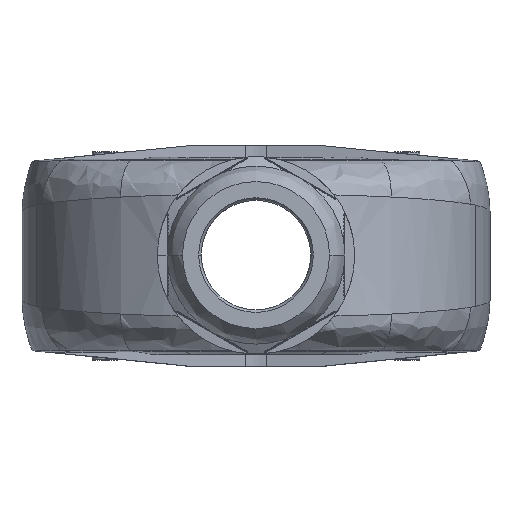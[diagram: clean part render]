
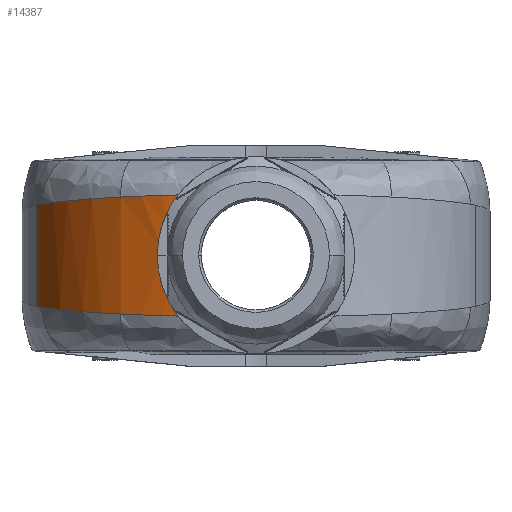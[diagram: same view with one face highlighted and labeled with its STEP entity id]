
A CAD part, top view. The second image highlights one B-rep face of the part: STEP entity #14387.
In plain terms, the highlighted cylindrical face has radius 60 mm (diameter 120 mm), a partial arc.
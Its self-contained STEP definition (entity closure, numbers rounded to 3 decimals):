
#11588=B_SPLINE_CURVE_WITH_KNOTS('',3,(#54720,#54721,#54722,#54723,#54724,
#54725,#54726,#54727,#54728,#54729,#54730,#54731,#54732,#54733,#54734),
 .UNSPECIFIED.,.F.,.F.,(4,2,2,2,1,2,2,4),(0.,0.25,0.375,
0.437,0.469,0.484,0.5,
1.),.UNSPECIFIED.);
#11592=B_SPLINE_CURVE_WITH_KNOTS('',3,(#54784,#54785,#54786,#54787),
 .UNSPECIFIED.,.F.,.F.,(4,4),(0.,1.),.UNSPECIFIED.);
#11600=B_SPLINE_CURVE_WITH_KNOTS('',3,(#54916,#54917,#54918,#54919,#54920,
#54921,#54922,#54923,#54924,#54925,#54926,#54927,#54928,#54929,#54930),
 .UNSPECIFIED.,.F.,.F.,(4,2,2,2,1,2,2,4),(0.,0.25,0.375,
0.437,0.469,0.484,0.5,
1.),.UNSPECIFIED.);
#11603=B_SPLINE_CURVE_WITH_KNOTS('',3,(#54973,#54974,#54975,#54976),
 .UNSPECIFIED.,.F.,.F.,(4,4),(0.,1.),.UNSPECIFIED.);
#11750=B_SPLINE_CURVE_WITH_KNOTS('',3,(#59750,#59751,#59752,#59753),
 .UNSPECIFIED.,.F.,.F.,(4,4),(0.,1.),.UNSPECIFIED.);
#11752=B_SPLINE_CURVE_WITH_KNOTS('',3,(#59846,#59847,#59848,#59849,#59850,
#59851,#59852,#59853,#59854,#59855,#59856,#59857,#59858,#59859,#59860,#59861,
#59862,#59863,#59864,#59865,#59866,#59867,#59868,#59869,#59870,#59871,#59872,
#59873,#59874,#59875,#59876,#59877,#59878,#59879,#59880,#59881,#59882,#59883,
#59884,#59885,#59886),.UNSPECIFIED.,.F.,.F.,(4,2,2,2,2,1,2,2,2,2,2,2,2,
2,2,2,2,2,2,2,4),(0.,0.063,0.094,0.125,0.188,
0.219,0.234,0.25,0.313,
0.344,0.359,0.375,0.5,
0.625,0.688,0.719,0.75,
0.813,0.844,0.875,1.),.UNSPECIFIED.);
#11753=B_SPLINE_CURVE_WITH_KNOTS('',3,(#59888,#59889,#59890,#59891),
 .UNSPECIFIED.,.F.,.F.,(4,4),(0.,1.),.UNSPECIFIED.);
#13066=CYLINDRICAL_SURFACE('',#45341,60.);
#14387=ADVANCED_FACE('',(#16981),#13066,.T.);
#16981=FACE_OUTER_BOUND('',#18725,.T.);
#18725=EDGE_LOOP('',(#22028,#22029,#22030,#22031,#22032,#22033,#22034,#22035));
#22028=ORIENTED_EDGE('',*,*,#33619,.T.);
#22029=ORIENTED_EDGE('',*,*,#33617,.T.);
#22030=ORIENTED_EDGE('',*,*,#32771,.T.);
#22031=ORIENTED_EDGE('',*,*,#32775,.T.);
#22032=ORIENTED_EDGE('',*,*,#32780,.T.);
#22033=ORIENTED_EDGE('',*,*,#32790,.T.);
#22034=ORIENTED_EDGE('',*,*,#32787,.T.);
#22035=ORIENTED_EDGE('',*,*,#33620,.T.);
#29636=VERTEX_POINT('',#54735);
#29637=VERTEX_POINT('',#54736);
#29639=VERTEX_POINT('',#54783);
#29642=VERTEX_POINT('',#54853);
#29647=VERTEX_POINT('',#54910);
#29648=VERTEX_POINT('',#54915);
#30189=VERTEX_POINT('',#59754);
#30190=VERTEX_POINT('',#59887);
#32771=EDGE_CURVE('',#29636,#29637,#11588,.T.);
#32775=EDGE_CURVE('',#29637,#29639,#11592,.T.);
#32780=EDGE_CURVE('',#29639,#29642,#37451,.T.);
#32787=EDGE_CURVE('',#29647,#29648,#11600,.T.);
#32790=EDGE_CURVE('',#29642,#29647,#11603,.T.);
#33617=EDGE_CURVE('',#30189,#29636,#11750,.T.);
#33619=EDGE_CURVE('',#30190,#30189,#11752,.T.);
#33620=EDGE_CURVE('',#29648,#30190,#11753,.T.);
#37451=LINE('',#54854,#40369);
#40369=VECTOR('',#47176,1.);
#45341=AXIS2_PLACEMENT_3D('',#59892,#48433,#48434);
#47176=DIRECTION('',(0.,-1.,0.));
#48433=DIRECTION('',(0.,-1.,0.));
#48434=DIRECTION('',(0.932,0.,-0.361));
#54720=CARTESIAN_POINT('',(-34.924,15.125,109.189));
#54721=CARTESIAN_POINT('',(-37.081,15.017,107.644));
#54722=CARTESIAN_POINT('',(-39.186,14.896,105.921));
#54723=CARTESIAN_POINT('',(-42.211,14.696,103.063));
#54724=CARTESIAN_POINT('',(-43.198,14.626,102.065));
#54725=CARTESIAN_POINT('',(-44.638,14.517,100.499));
#54726=CARTESIAN_POINT('',(-45.111,14.48,99.966));
#54727=CARTESIAN_POINT('',(-45.81,14.422,99.15));
#54728=CARTESIAN_POINT('',(-46.157,14.394,98.737));
#54729=CARTESIAN_POINT('',(-46.5,14.364,98.319));
#54730=CARTESIAN_POINT('',(-46.727,14.345,98.038));
#54731=CARTESIAN_POINT('',(-46.853,14.334,97.88));
#54732=CARTESIAN_POINT('',(-50.137,14.045,93.753));
#54733=CARTESIAN_POINT('',(-53.089,13.711,88.989));
#54734=CARTESIAN_POINT('',(-55.39,13.325,83.464));
#54735=CARTESIAN_POINT('',(-34.924,15.125,109.189));
#54736=CARTESIAN_POINT('',(-55.39,13.325,83.464));
#54783=CARTESIAN_POINT('',(-56.757,13.072,79.859));
#54784=CARTESIAN_POINT('',(-55.39,13.325,83.464));
#54785=CARTESIAN_POINT('',(-55.87,13.244,82.311));
#54786=CARTESIAN_POINT('',(-56.328,13.16,81.11));
#54787=CARTESIAN_POINT('',(-56.757,13.072,79.859));
#54853=CARTESIAN_POINT('',(-56.757,-13.072,79.859));
#54854=CARTESIAN_POINT('',(-56.757,13.072,79.859));
#54910=CARTESIAN_POINT('',(-55.39,-13.325,83.464));
#54915=CARTESIAN_POINT('',(-34.924,-15.125,109.189));
#54916=CARTESIAN_POINT('',(-55.39,-13.325,83.464));
#54917=CARTESIAN_POINT('',(-54.24,-13.518,86.227));
#54918=CARTESIAN_POINT('',(-52.925,-13.698,88.802));
#54919=CARTESIAN_POINT('',(-50.789,-13.948,92.375));
#54920=CARTESIAN_POINT('',(-50.05,-14.028,93.517));
#54921=CARTESIAN_POINT('',(-48.91,-14.143,95.16));
#54922=CARTESIAN_POINT('',(-48.525,-14.181,95.696));
#54923=CARTESIAN_POINT('',(-47.94,-14.236,96.481));
#54924=CARTESIAN_POINT('',(-47.646,-14.263,96.87));
#54925=CARTESIAN_POINT('',(-47.35,-14.29,97.251));
#54926=CARTESIAN_POINT('',(-47.152,-14.307,97.504));
#54927=CARTESIAN_POINT('',(-47.066,-14.315,97.614));
#54928=CARTESIAN_POINT('',(-43.346,-14.642,102.289));
#54929=CARTESIAN_POINT('',(-39.238,-14.909,106.1));
#54930=CARTESIAN_POINT('',(-34.924,-15.125,109.189));
#54973=CARTESIAN_POINT('',(-56.757,-13.072,79.859));
#54974=CARTESIAN_POINT('',(-56.328,-13.16,81.11));
#54975=CARTESIAN_POINT('',(-55.87,-13.244,82.311));
#54976=CARTESIAN_POINT('',(-55.39,-13.325,83.464));
#59750=CARTESIAN_POINT('',(-18.81,15.698,117.375));
#59751=CARTESIAN_POINT('',(-24.406,15.569,115.528));
#59752=CARTESIAN_POINT('',(-29.88,15.378,112.799));
#59753=CARTESIAN_POINT('',(-34.924,15.125,109.189));
#59754=CARTESIAN_POINT('',(-18.81,15.698,117.375));
#59846=CARTESIAN_POINT('',(-18.81,-15.698,117.375));
#59847=CARTESIAN_POINT('',(-19.219,-15.208,117.24));
#59848=CARTESIAN_POINT('',(-19.608,-14.704,117.107));
#59849=CARTESIAN_POINT('',(-20.159,-13.928,116.912));
#59850=CARTESIAN_POINT('',(-20.337,-13.665,116.848));
#59851=CARTESIAN_POINT('',(-20.684,-13.135,116.722));
#59852=CARTESIAN_POINT('',(-20.846,-12.877,116.663));
#59853=CARTESIAN_POINT('',(-21.355,-12.027,116.472));
#59854=CARTESIAN_POINT('',(-21.67,-11.45,116.351));
#59855=CARTESIAN_POINT('',(-22.106,-10.569,116.18));
#59856=CARTESIAN_POINT('',(-22.315,-10.124,116.096));
#59857=CARTESIAN_POINT('',(-22.51,-9.673,116.017));
#59858=CARTESIAN_POINT('',(-22.637,-9.371,115.966));
#59859=CARTESIAN_POINT('',(-22.695,-9.232,115.942));
#59860=CARTESIAN_POINT('',(-23.022,-8.409,115.808));
#59861=CARTESIAN_POINT('',(-23.255,-7.744,115.711));
#59862=CARTESIAN_POINT('',(-23.559,-6.735,115.581));
#59863=CARTESIAN_POINT('',(-23.653,-6.397,115.541));
#59864=CARTESIAN_POINT('',(-23.783,-5.888,115.485));
#59865=CARTESIAN_POINT('',(-23.824,-5.717,115.467));
#59866=CARTESIAN_POINT('',(-23.904,-5.376,115.433));
#59867=CARTESIAN_POINT('',(-23.939,-5.216,115.417));
#59868=CARTESIAN_POINT('',(-24.285,-3.567,115.267));
#59869=CARTESIAN_POINT('',(-24.456,-2.1,115.19));
#59870=CARTESIAN_POINT('',(-24.529,0.907,115.157));
#59871=CARTESIAN_POINT('',(-24.426,2.42,115.204));
#59872=CARTESIAN_POINT('',(-24.07,4.628,115.36));
#59873=CARTESIAN_POINT('',(-23.919,5.357,115.427));
#59874=CARTESIAN_POINT('',(-23.642,6.44,115.546));
#59875=CARTESIAN_POINT('',(-23.541,6.799,115.589));
#59876=CARTESIAN_POINT('',(-23.322,7.514,115.682));
#59877=CARTESIAN_POINT('',(-23.201,7.881,115.733));
#59878=CARTESIAN_POINT('',(-22.834,8.909,115.886));
#59879=CARTESIAN_POINT('',(-22.56,9.583,115.998));
#59880=CARTESIAN_POINT('',(-22.104,10.575,116.18));
#59881=CARTESIAN_POINT('',(-21.944,10.902,116.244));
#59882=CARTESIAN_POINT('',(-21.609,11.552,116.374));
#59883=CARTESIAN_POINT('',(-21.428,11.884,116.444));
#59884=CARTESIAN_POINT('',(-20.542,13.427,116.779));
#59885=CARTESIAN_POINT('',(-19.73,14.596,117.072));
#59886=CARTESIAN_POINT('',(-18.81,15.698,117.375));
#59887=CARTESIAN_POINT('',(-18.81,-15.698,117.375));
#59888=CARTESIAN_POINT('',(-34.924,-15.125,109.189));
#59889=CARTESIAN_POINT('',(-29.88,-15.378,112.799));
#59890=CARTESIAN_POINT('',(-24.406,-15.569,115.528));
#59891=CARTESIAN_POINT('',(-18.81,-15.698,117.375));
#59892=CARTESIAN_POINT('',(0.,25.2,60.4));
